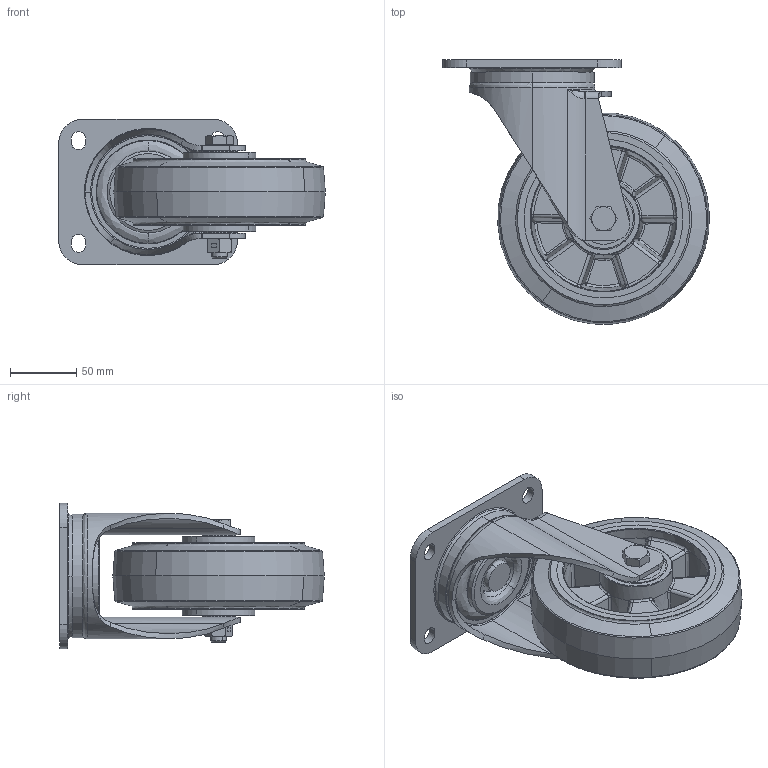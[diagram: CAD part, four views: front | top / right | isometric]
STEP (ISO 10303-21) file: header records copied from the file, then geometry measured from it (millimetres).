
FILE_DESCRIPTION (( 'STEP AP214' ), '1' );
FILE_NAME ('0020252_L-IM-EGA-160-K-3.STEP', '2017-05-30T10:54:06', ( '' ), ( '' ), 'SwSTEP 2.0', 'SolidWorks 2016', '' );
FILE_SCHEMA (( 'AUTOMOTIVE_DESIGN' ));
Length unit declared in the file: millimetre
Products named in the file (1): 0020252_L-IM-EGA-160-K-3
Bounding box: 201.34 x 199.84 x 110 mm (x, y, z)
Surface area: 257818.8 mm2 (no closed solid volume)
Topology: 0 solids, 23 shells, 884 faces, 2326 edges, 1445 vertices
Faces by surface type: bspline 298, plane 274, cylinder 199, cone 87, torus 26
Entity records: 46208 total; most frequent: CARTESIAN_POINT 16818, ORIENTED_EDGE 4193, DIRECTION 3672, EDGE_CURVE 2276, VERTEX_POINT 1445, AXIS2_PLACEMENT_3D 1385, EDGE_LOOP 966, LINE 902
